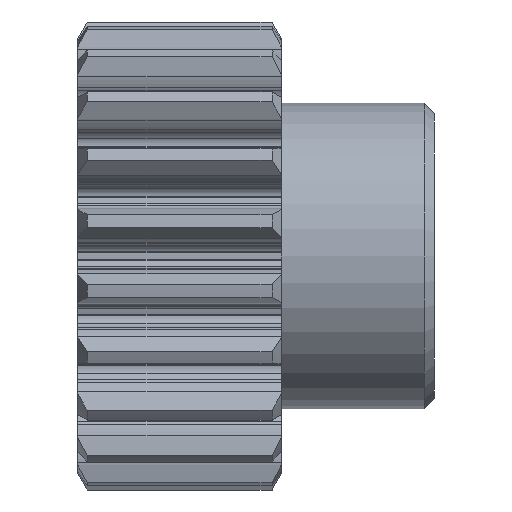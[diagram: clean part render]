
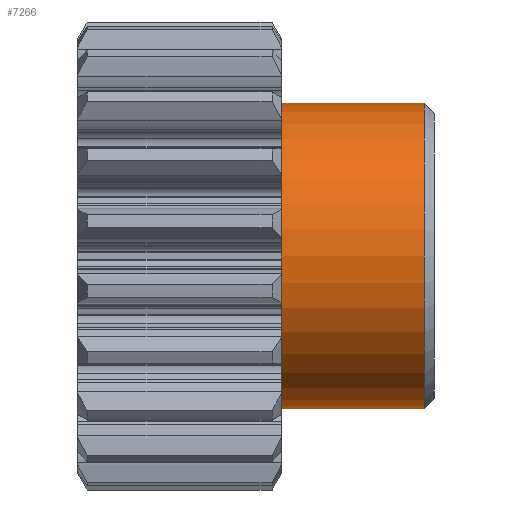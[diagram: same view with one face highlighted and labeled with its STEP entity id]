
A CAD part, front view. The second image highlights one B-rep face of the part: STEP entity #7266.
In plain terms, the highlighted cylindrical face has radius 15 mm (diameter 30 mm), a partial arc.
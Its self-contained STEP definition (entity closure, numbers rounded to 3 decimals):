
#4500=CARTESIAN_POINT('',(20.,0.,15.));
#4501=VERTEX_POINT('',#4500);
#4502=CARTESIAN_POINT('',(20.,-0.,-15.));
#4503=VERTEX_POINT('',#4502);
#4504=CARTESIAN_POINT('',(20.,0.,0.));
#4505=DIRECTION('',(1.,0.,0.));
#4506=DIRECTION('',(0.,0.,-1.));
#4507=AXIS2_PLACEMENT_3D('',#4504,#4505,#4506);
#4508=CIRCLE('',#4507,15.);
#4509=EDGE_CURVE('',#4501,#4503,#4508,.T.);
#7235=CARTESIAN_POINT('',(35.,0.,0.));
#7236=DIRECTION('',(1.,0.,0.));
#7237=DIRECTION('',(0.,0.,-1.));
#7238=AXIS2_PLACEMENT_3D('',#7235,#7236,#7237);
#7239=CYLINDRICAL_SURFACE('',#7238,15.);
#7240=CARTESIAN_POINT('',(34.,0.,15.));
#7241=VERTEX_POINT('',#7240);
#7242=CARTESIAN_POINT('',(34.,0.,15.));
#7243=DIRECTION('',(-1.,-0.,0.));
#7244=VECTOR('',#7243,14.);
#7245=LINE('',#7242,#7244);
#7246=EDGE_CURVE('',#7241,#4501,#7245,.T.);
#7247=ORIENTED_EDGE('',*,*,#7246,.T.);
#7248=ORIENTED_EDGE('',*,*,#4509,.T.);
#7249=CARTESIAN_POINT('',(34.,-0.,-15.));
#7250=VERTEX_POINT('',#7249);
#7251=CARTESIAN_POINT('',(34.,0.,-15.));
#7252=DIRECTION('',(-1.,-0.,0.));
#7253=VECTOR('',#7252,14.);
#7254=LINE('',#7251,#7253);
#7255=EDGE_CURVE('',#7250,#4503,#7254,.T.);
#7256=ORIENTED_EDGE('',*,*,#7255,.F.);
#7257=CARTESIAN_POINT('',(34.,0.,0.));
#7258=DIRECTION('',(1.,0.,0.));
#7259=DIRECTION('',(0.,0.,-1.));
#7260=AXIS2_PLACEMENT_3D('',#7257,#7258,#7259);
#7261=CIRCLE('',#7260,15.);
#7262=EDGE_CURVE('',#7241,#7250,#7261,.T.);
#7263=ORIENTED_EDGE('',*,*,#7262,.F.);
#7264=EDGE_LOOP('',(#7247,#7248,#7256,#7263));
#7265=FACE_BOUND('',#7264,.T.);
#7266=ADVANCED_FACE('',(#7265),#7239,.T.);
